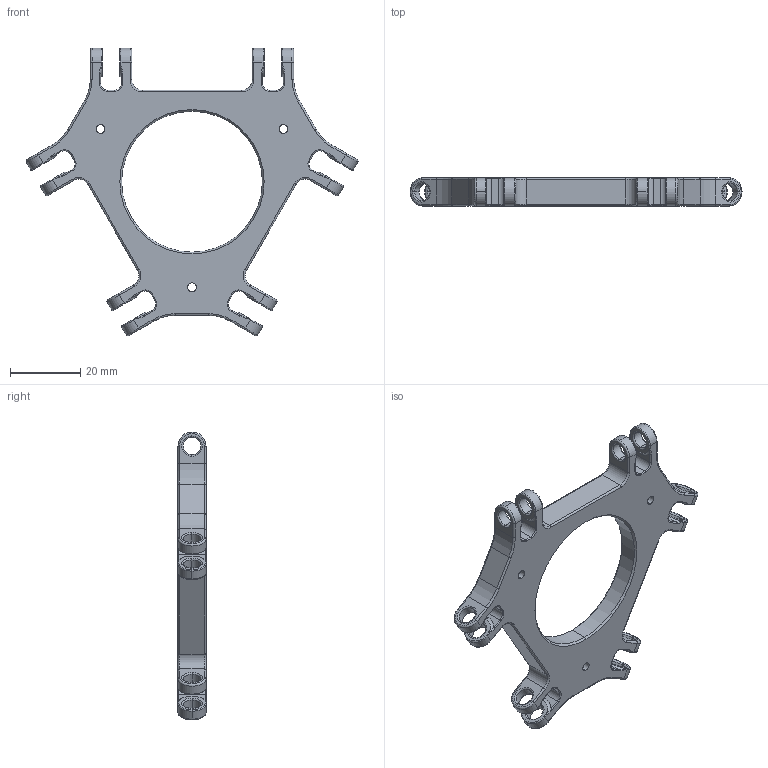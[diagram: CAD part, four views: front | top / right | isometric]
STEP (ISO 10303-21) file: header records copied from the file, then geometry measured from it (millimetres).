
FILE_DESCRIPTION (( 'STEP AP214' ), '1' );
FILE_NAME ('effector_3.STEP', '2018-09-03T19:28:27', ( '' ), ( '' ), 'SwSTEP 2.0', 'SolidWorks 2015', '' );
FILE_SCHEMA (( 'AUTOMOTIVE_DESIGN' ));
Length unit declared in the file: millimetre
Products named in the file (1): effector_3
Bounding box: 94.35 x 8 x 81.85 mm (x, y, z)
Volume: 10990.7 mm3; surface area: 10980.7 mm2
Topology: 1 solids, 1 shells, 465 faces, 1126 edges, 668 vertices
Faces by surface type: cylinder 197, torus 170, plane 70, bspline 24, cone 4
Entity records: 14586 total; most frequent: CARTESIAN_POINT 3368, DIRECTION 2564, ORIENTED_EDGE 2252, EDGE_CURVE 1126, AXIS2_PLACEMENT_3D 1096, VERTEX_POINT 668, CIRCLE 654, EDGE_LOOP 502
